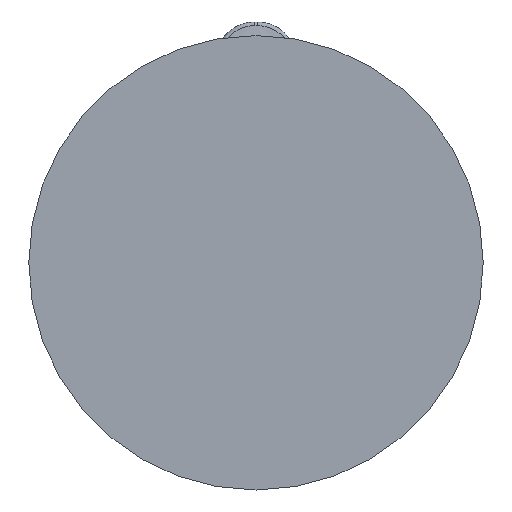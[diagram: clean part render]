
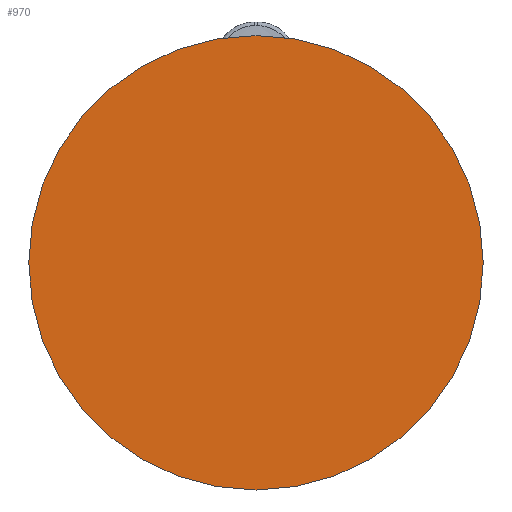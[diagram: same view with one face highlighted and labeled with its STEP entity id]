
A CAD part, front view. The second image highlights one B-rep face of the part: STEP entity #970.
In plain terms, the highlighted planar face has unit normal (0, -1, 0).
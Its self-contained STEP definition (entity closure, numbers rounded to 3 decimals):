
#264=CARTESIAN_POINT('',(0.,42.8,0.));
#265=DIRECTION('',(0.,1.,0.));
#266=DIRECTION('',(1.,0.,0.));
#267=AXIS2_PLACEMENT_3D('',#264,#265,#266);
#269=CARTESIAN_POINT('',(0.,42.8,0.));
#270=DIRECTION('',(0.,1.,0.));
#271=DIRECTION('',(-1.,0.,0.));
#272=AXIS2_PLACEMENT_3D('',#269,#270,#271);
#340=CARTESIAN_POINT('',(86.5,42.8,0.));
#341=CARTESIAN_POINT('',(-86.5,42.8,0.));
#342=VERTEX_POINT('',#340);
#343=VERTEX_POINT('',#341);
#961=CARTESIAN_POINT('',(103.8,42.8,-36.151));
#962=DIRECTION('',(0.,1.,0.));
#963=DIRECTION('',(0.,0.,1.));
#964=AXIS2_PLACEMENT_3D('',#961,#962,#963);
#965=PLANE('',#964);
#966=ORIENTED_EDGE('',*,*,#927,.T.);
#967=ORIENTED_EDGE('',*,*,#948,.T.);
#968=EDGE_LOOP('',(#966,#967));
#969=FACE_OUTER_BOUND('',#968,.F.);
#970=ADVANCED_FACE('',(#969),#965,.F.);
#268=CIRCLE('',#267,86.5);
#273=CIRCLE('',#272,86.5);
#927=EDGE_CURVE('',#342,#343,#268,.T.);
#948=EDGE_CURVE('',#343,#342,#273,.T.);
